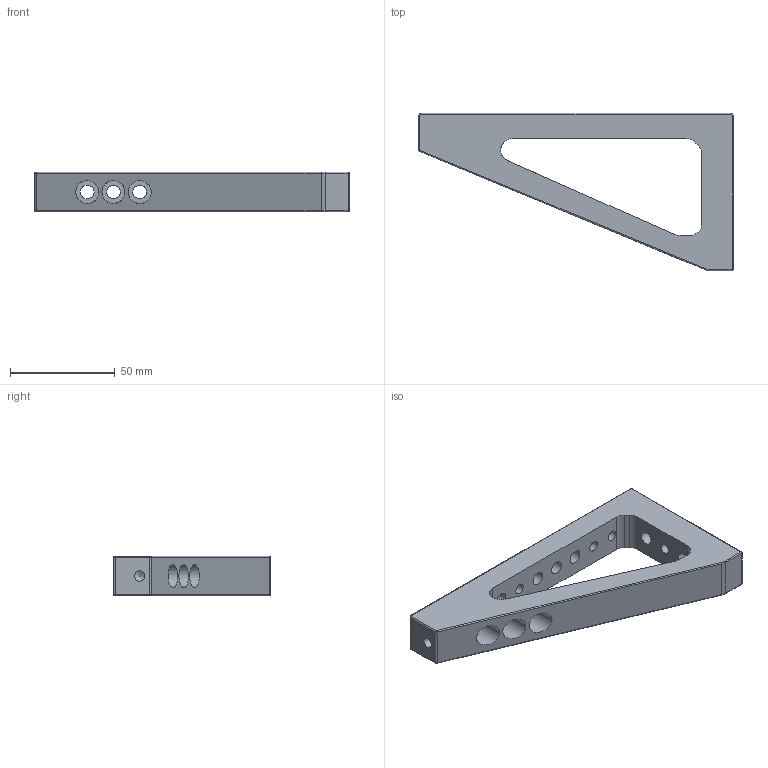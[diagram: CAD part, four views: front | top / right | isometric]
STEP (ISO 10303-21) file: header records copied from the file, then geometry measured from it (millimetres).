
FILE_DESCRIPTION (( 'STEP AP203' ), '1' );
FILE_NAME ('VAB-150.step', '2017-01-11T07:30:09', ( '¦K¬P' ), ( '' ), 'SwSTEP 2.0', 'SolidWorks 2012', '' );
FILE_SCHEMA (( 'CONFIG_CONTROL_DESIGN' ));
Length unit declared in the file: millimetre
Products named in the file (1): VAB-150
Bounding box: 150 x 75 x 19 mm (x, y, z)
Volume: 75146.3 mm3; surface area: 25300.7 mm2
Topology: 1 solids, 1 shells, 65 faces, 180 edges, 115 vertices
Faces by surface type: cylinder 38, plane 14, torus 8, cone 3, sphere 2
Full cylindrical faces by diameter (mm): 5 x7, 6.5 x8, 11 x3
Entity records: 2085 total; most frequent: CARTESIAN_POINT 440, DIRECTION 345, ORIENTED_EDGE 282, AXIS2_PLACEMENT_3D 146, EDGE_CURVE 141, EDGE_LOOP 116, VERTEX_POINT 99, FACE_OUTER_BOUND 83
